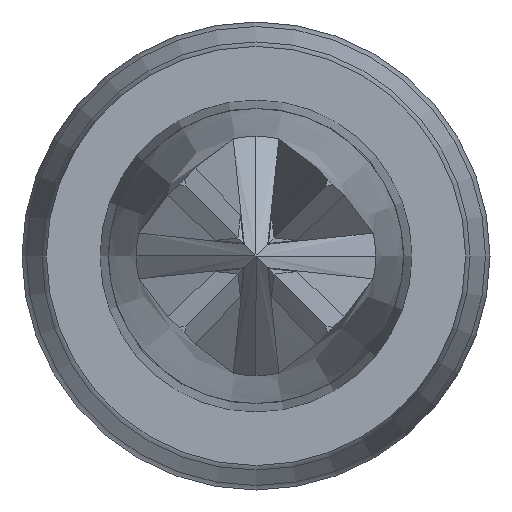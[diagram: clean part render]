
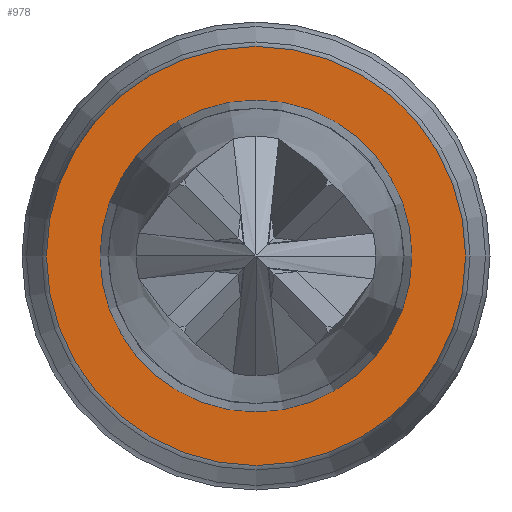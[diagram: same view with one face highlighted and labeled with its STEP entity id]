
A CAD part, left-side view. The second image highlights one B-rep face of the part: STEP entity #978.
In plain terms, the highlighted planar face has unit normal (-1, 0, 0).
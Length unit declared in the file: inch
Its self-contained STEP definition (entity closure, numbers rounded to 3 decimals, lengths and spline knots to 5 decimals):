
#78 = DIRECTION ( 'NONE',  ( 1., 0., 0. ) ) ;
#281 = AXIS2_PLACEMENT_3D ( 'NONE', #493, #2148, #510 ) ;
#358 = DIRECTION ( 'NONE',  ( -1., 0., 0. ) ) ;
#426 = DIRECTION ( 'NONE',  ( 0., -1., 0. ) ) ;
#493 = CARTESIAN_POINT ( 'NONE',  ( 0., 0., 0. ) ) ;
#510 = DIRECTION ( 'NONE',  ( 0., 0., -1. ) ) ;
#621 = VERTEX_POINT ( 'NONE', #1307 ) ;
#626 = EDGE_LOOP ( 'NONE', ( #917 ) ) ;
#917 = ORIENTED_EDGE ( 'NONE', *, *, #1285, .T. ) ;
#928 = FACE_BOUND ( 'NONE', #626, .T. ) ;
#978 = ADVANCED_FACE ( 'NONE', ( #928, #2045 ), #2032, .T. ) ;
#1083 = VERTEX_POINT ( 'NONE', #1638 ) ;
#1131 = CIRCLE ( 'NONE', #1794, 0.01339 ) ;
#1277 = EDGE_LOOP ( 'NONE', ( #1436 ) ) ;
#1285 = EDGE_CURVE ( 'NONE', #621, #621, #1131, .T. ) ;
#1307 = CARTESIAN_POINT ( 'NONE',  ( 0., -0.01339, 0. ) ) ;
#1312 = EDGE_CURVE ( 'NONE', #1083, #1083, #1690, .T. ) ;
#1436 = ORIENTED_EDGE ( 'NONE', *, *, #1312, .T. ) ;
#1519 = CARTESIAN_POINT ( 'NONE',  ( 0., -0.018, 0. ) ) ;
#1528 = AXIS2_PLACEMENT_3D ( 'NONE', #1519, #358, #1700 ) ;
#1638 = CARTESIAN_POINT ( 'NONE',  ( 0., 0., -0.018 ) ) ;
#1644 = CARTESIAN_POINT ( 'NONE',  ( 0., 0., 0. ) ) ;
#1690 = CIRCLE ( 'NONE', #281, 0.018 ) ;
#1700 = DIRECTION ( 'NONE',  ( 0., 0., -1. ) ) ;
#1794 = AXIS2_PLACEMENT_3D ( 'NONE', #1644, #78, #426 ) ;
#2032 = PLANE ( 'NONE',  #1528 ) ;
#2045 = FACE_OUTER_BOUND ( 'NONE', #1277, .T. ) ;
#2148 = DIRECTION ( 'NONE',  ( -1., 0., 0. ) ) ;
